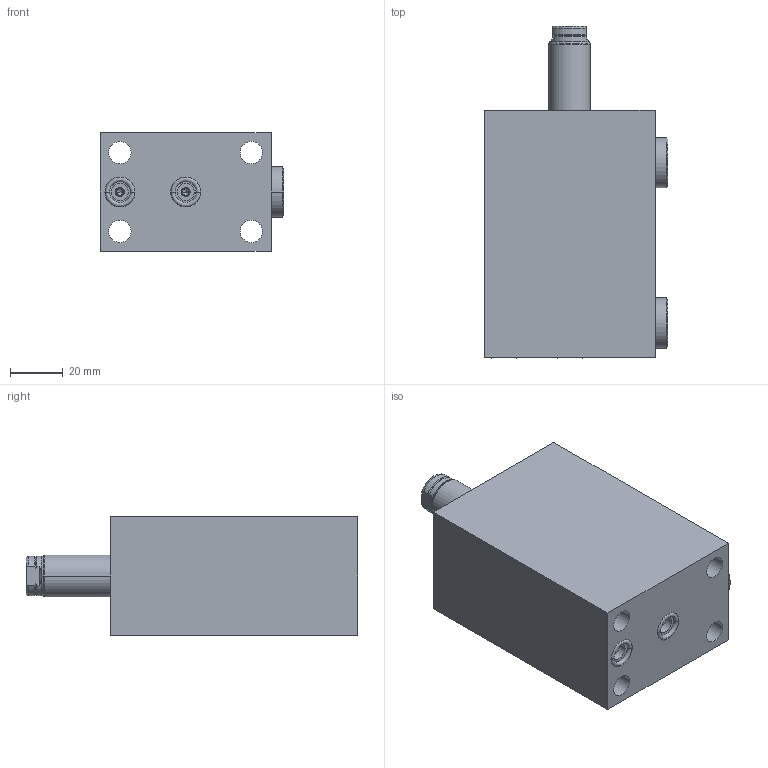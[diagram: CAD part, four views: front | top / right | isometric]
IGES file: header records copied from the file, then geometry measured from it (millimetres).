
Start section:  PTC IGES file: ilcm42112103.igs
Global section: file name: ilcm42112103.igs; native system: Pro/ENGINEER by Parametric Technology Corporation; preprocessor: 2007460; author: kr; organization: Unknown; date: 20121019.093858; units: millimetre
Bounding box: 69.83 x 126.3 x 45 mm (x, y, z)
Surface area: 44587.6 mm2 (no closed solid volume)
Topology: 0 solids, 0 shells, 149 faces, 898 edges, 1066 vertices
Faces by surface type: revolution 98, bspline 51
